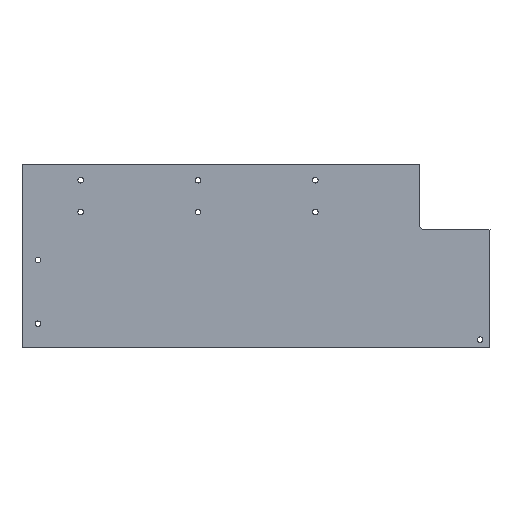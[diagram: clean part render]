
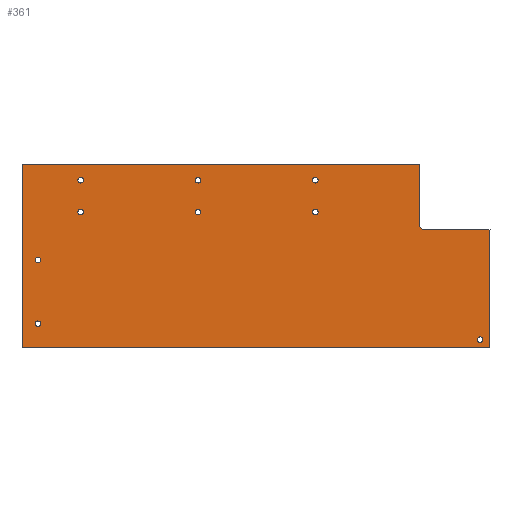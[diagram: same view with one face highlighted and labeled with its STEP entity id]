
A CAD part, top view. The second image highlights one B-rep face of the part: STEP entity #361.
In plain terms, the highlighted planar face has unit normal (0, 0, 1).
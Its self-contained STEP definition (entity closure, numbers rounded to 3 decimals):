
#24=FACE_BOUND('',#81,.T.);
#25=FACE_BOUND('',#82,.T.);
#26=FACE_BOUND('',#83,.T.);
#27=FACE_BOUND('',#84,.T.);
#28=FACE_BOUND('',#85,.T.);
#29=FACE_BOUND('',#86,.T.);
#30=FACE_BOUND('',#87,.T.);
#31=FACE_BOUND('',#88,.T.);
#32=FACE_BOUND('',#89,.T.);
#42=CIRCLE('',#394,1.75);
#43=CIRCLE('',#395,1.75);
#44=CIRCLE('',#396,1.75);
#45=CIRCLE('',#397,1.75);
#46=CIRCLE('',#398,1.75);
#47=CIRCLE('',#399,1.75);
#48=CIRCLE('',#400,1.75);
#49=CIRCLE('',#401,1.75);
#50=CIRCLE('',#402,1.75);
#62=FACE_OUTER_BOUND('',#80,.T.);
#80=EDGE_LOOP('',(#262,#263,#264,#265,#266,#267,#268));
#81=EDGE_LOOP('',(#269));
#82=EDGE_LOOP('',(#270));
#83=EDGE_LOOP('',(#271));
#84=EDGE_LOOP('',(#272));
#85=EDGE_LOOP('',(#273));
#86=EDGE_LOOP('',(#274));
#87=EDGE_LOOP('',(#275));
#88=EDGE_LOOP('',(#276));
#89=EDGE_LOOP('',(#277));
#116=LINE('',#539,#146);
#120=LINE('',#546,#150);
#121=LINE('',#550,#151);
#122=LINE('',#551,#152);
#123=LINE('',#553,#153);
#124=LINE('',#555,#154);
#125=LINE('',#556,#155);
#146=VECTOR('',#433,10.);
#150=VECTOR('',#439,10.);
#151=VECTOR('',#442,10.);
#152=VECTOR('',#443,10.);
#153=VECTOR('',#444,10.);
#154=VECTOR('',#445,10.);
#155=VECTOR('',#446,10.);
#176=VERTEX_POINT('',#536);
#177=VERTEX_POINT('',#538);
#179=VERTEX_POINT('',#544);
#180=VERTEX_POINT('',#548);
#181=VERTEX_POINT('',#549);
#182=VERTEX_POINT('',#552);
#183=VERTEX_POINT('',#554);
#184=VERTEX_POINT('',#557);
#185=VERTEX_POINT('',#559);
#186=VERTEX_POINT('',#561);
#187=VERTEX_POINT('',#563);
#188=VERTEX_POINT('',#565);
#189=VERTEX_POINT('',#567);
#190=VERTEX_POINT('',#569);
#191=VERTEX_POINT('',#571);
#192=VERTEX_POINT('',#573);
#208=EDGE_CURVE('',#176,#177,#116,.T.);
#212=EDGE_CURVE('',#176,#179,#120,.T.);
#213=EDGE_CURVE('',#180,#181,#121,.T.);
#214=EDGE_CURVE('',#181,#177,#122,.T.);
#215=EDGE_CURVE('',#179,#182,#123,.T.);
#216=EDGE_CURVE('',#183,#182,#124,.T.);
#217=EDGE_CURVE('',#183,#180,#125,.T.);
#218=EDGE_CURVE('',#184,#184,#42,.T.);
#219=EDGE_CURVE('',#185,#185,#43,.T.);
#220=EDGE_CURVE('',#186,#186,#44,.T.);
#221=EDGE_CURVE('',#187,#187,#45,.T.);
#222=EDGE_CURVE('',#188,#188,#46,.T.);
#223=EDGE_CURVE('',#189,#189,#47,.T.);
#224=EDGE_CURVE('',#190,#190,#48,.T.);
#225=EDGE_CURVE('',#191,#191,#49,.T.);
#226=EDGE_CURVE('',#192,#192,#50,.T.);
#262=ORIENTED_EDGE('',*,*,#213,.T.);
#263=ORIENTED_EDGE('',*,*,#214,.T.);
#264=ORIENTED_EDGE('',*,*,#208,.F.);
#265=ORIENTED_EDGE('',*,*,#212,.T.);
#266=ORIENTED_EDGE('',*,*,#215,.T.);
#267=ORIENTED_EDGE('',*,*,#216,.F.);
#268=ORIENTED_EDGE('',*,*,#217,.T.);
#269=ORIENTED_EDGE('',*,*,#218,.T.);
#270=ORIENTED_EDGE('',*,*,#219,.T.);
#271=ORIENTED_EDGE('',*,*,#220,.T.);
#272=ORIENTED_EDGE('',*,*,#221,.T.);
#273=ORIENTED_EDGE('',*,*,#222,.T.);
#274=ORIENTED_EDGE('',*,*,#223,.T.);
#275=ORIENTED_EDGE('',*,*,#224,.T.);
#276=ORIENTED_EDGE('',*,*,#225,.T.);
#277=ORIENTED_EDGE('',*,*,#226,.T.);
#352=PLANE('',#393);
#361=ADVANCED_FACE('',(#62,#24,#25,#26,#27,#28,#29,#30,#31,#32),#352,.T.);
#393=AXIS2_PLACEMENT_3D('',#547,#440,#441);
#394=AXIS2_PLACEMENT_3D('',#558,#447,#448);
#395=AXIS2_PLACEMENT_3D('',#560,#449,#450);
#396=AXIS2_PLACEMENT_3D('',#562,#451,#452);
#397=AXIS2_PLACEMENT_3D('',#564,#453,#454);
#398=AXIS2_PLACEMENT_3D('',#566,#455,#456);
#399=AXIS2_PLACEMENT_3D('',#568,#457,#458);
#400=AXIS2_PLACEMENT_3D('',#570,#459,#460);
#401=AXIS2_PLACEMENT_3D('',#572,#461,#462);
#402=AXIS2_PLACEMENT_3D('',#574,#463,#464);
#433=DIRECTION('',(0.707,-0.707,0.));
#439=DIRECTION('',(0.,1.,0.));
#440=DIRECTION('center_axis',(0.,0.,1.));
#441=DIRECTION('ref_axis',(1.,0.,0.));
#442=DIRECTION('',(0.,1.,0.));
#443=DIRECTION('',(-1.,0.,0.));
#444=DIRECTION('',(-1.,0.,0.));
#445=DIRECTION('',(0.,1.,0.));
#446=DIRECTION('',(1.,0.,0.));
#447=DIRECTION('center_axis',(0.,0.,-1.));
#448=DIRECTION('ref_axis',(1.,0.,0.));
#449=DIRECTION('center_axis',(0.,0.,-1.));
#450=DIRECTION('ref_axis',(1.,0.,0.));
#451=DIRECTION('center_axis',(0.,0.,-1.));
#452=DIRECTION('ref_axis',(1.,0.,0.));
#453=DIRECTION('center_axis',(0.,0.,-1.));
#454=DIRECTION('ref_axis',(1.,0.,0.));
#455=DIRECTION('center_axis',(0.,0.,-1.));
#456=DIRECTION('ref_axis',(1.,0.,0.));
#457=DIRECTION('center_axis',(0.,0.,-1.));
#458=DIRECTION('ref_axis',(1.,0.,0.));
#459=DIRECTION('center_axis',(0.,0.,-1.));
#460=DIRECTION('ref_axis',(1.,0.,0.));
#461=DIRECTION('center_axis',(0.,0.,-1.));
#462=DIRECTION('ref_axis',(1.,0.,0.));
#463=DIRECTION('center_axis',(0.,0.,-1.));
#464=DIRECTION('ref_axis',(1.,0.,0.));
#536=CARTESIAN_POINT('',(620.937,9.398,676.6));
#538=CARTESIAN_POINT('',(622.937,7.398,676.6));
#539=CARTESIAN_POINT('',(563.828,66.507,676.6));
#544=CARTESIAN_POINT('',(620.937,48.398,676.6));
#546=CARTESIAN_POINT('',(620.937,48.398,676.6));
#547=CARTESIAN_POINT('Origin',(372.,-9.102,676.6));
#548=CARTESIAN_POINT('',(665.437,-66.602,676.6));
#549=CARTESIAN_POINT('',(665.437,7.398,676.6));
#550=CARTESIAN_POINT('',(665.437,7.398,676.6));
#551=CARTESIAN_POINT('',(620.937,7.398,676.6));
#552=CARTESIAN_POINT('',(372.,48.398,676.6));
#553=CARTESIAN_POINT('',(575.937,48.398,676.6));
#554=CARTESIAN_POINT('',(372.,-66.602,676.6));
#555=CARTESIAN_POINT('',(372.,-9.102,676.6));
#556=CARTESIAN_POINT('',(692.,-66.602,676.6));
#557=CARTESIAN_POINT('',(380.25,-51.602,676.6));
#558=CARTESIAN_POINT('Origin',(382.,-51.602,676.6));
#559=CARTESIAN_POINT('',(554.187,38.398,676.6));
#560=CARTESIAN_POINT('Origin',(555.937,38.398,676.6));
#561=CARTESIAN_POINT('',(407.037,18.398,676.6));
#562=CARTESIAN_POINT('Origin',(408.787,18.398,676.6));
#563=CARTESIAN_POINT('',(480.612,18.398,676.6));
#564=CARTESIAN_POINT('Origin',(482.362,18.398,676.6));
#565=CARTESIAN_POINT('',(657.543,-61.602,676.6));
#566=CARTESIAN_POINT('Origin',(659.293,-61.602,676.6));
#567=CARTESIAN_POINT('',(554.187,18.398,676.6));
#568=CARTESIAN_POINT('Origin',(555.937,18.398,676.6));
#569=CARTESIAN_POINT('',(480.612,38.398,676.6));
#570=CARTESIAN_POINT('Origin',(482.362,38.398,676.6));
#571=CARTESIAN_POINT('',(407.037,38.398,676.6));
#572=CARTESIAN_POINT('Origin',(408.787,38.398,676.6));
#573=CARTESIAN_POINT('',(380.25,-11.602,676.6));
#574=CARTESIAN_POINT('Origin',(382.,-11.602,676.6));
